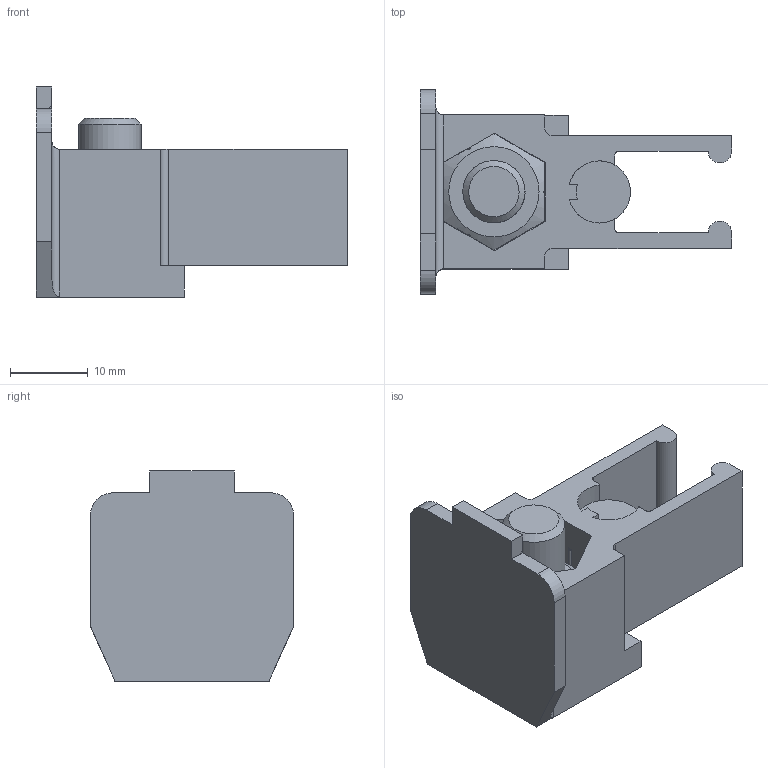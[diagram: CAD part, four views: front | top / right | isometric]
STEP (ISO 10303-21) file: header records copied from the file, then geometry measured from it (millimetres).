
FILE_DESCRIPTION((''),'2;1');
FILE_NAME('10213.stp','2009-08-25T14:34:34',('Marc'),(''),'Autodesk Inventor 2010','Autodesk Inventor 2010','');
FILE_SCHEMA(('AUTOMOTIVE_DESIGN { 1 0 10303 214 1 1 1 1 }'));
Length unit declared in the file: millimetre
Products named in the file (5): 10213; 16474; 16455; DIN 439-2  (Taraudage usuel) - Remplacé par DIN EN 24 035 M8; DIN 913  (Taraudage usuel) M8 x 20
Assembly tree (4 placements, depth 2):
  10213
    16474
    16455
    DIN 439-2  (Taraudage usuel) - Remplacé par DIN EN 24 035 M8
    DIN 913  (Taraudage usuel) M8 x 20
Bounding box: 40 x 26.2 x 27 mm (x, y, z)
Volume: 8960.8 mm3; surface area: 6348.8 mm2
Topology: 4 solids, 4 shells, 117 faces, 312 edges, 204 vertices
Faces by surface type: plane 77, cylinder 32, cone 7, bspline 1
Full cylindrical faces by diameter (mm): 8 x3
Entity records: 3714 total; most frequent: CARTESIAN_POINT 698, ORIENTED_EDGE 598, DIRECTION 597, EDGE_CURVE 299, VECTOR 203, LINE 203, VERTEX_POINT 202, AXIS2_PLACEMENT_3D 197
